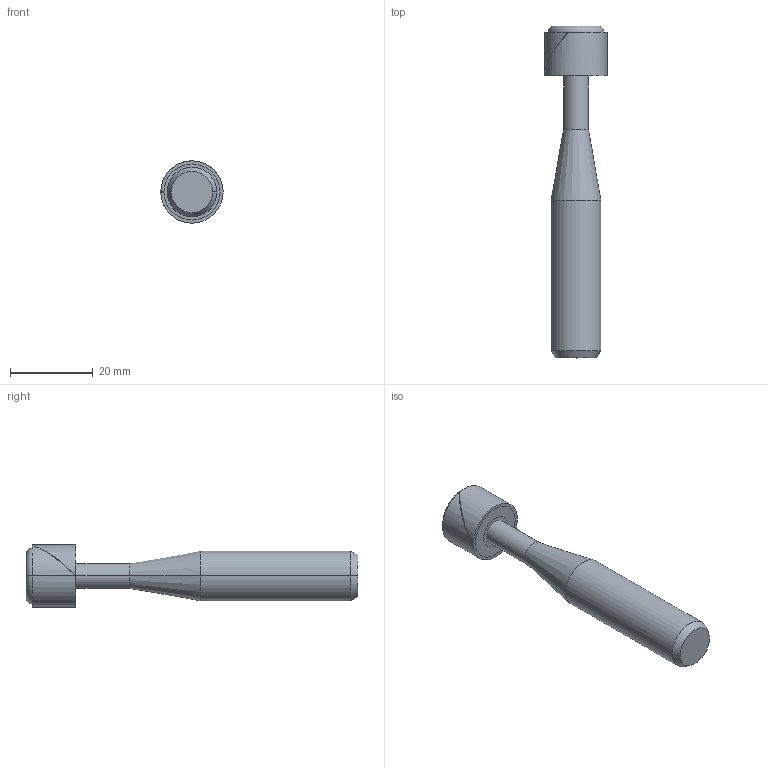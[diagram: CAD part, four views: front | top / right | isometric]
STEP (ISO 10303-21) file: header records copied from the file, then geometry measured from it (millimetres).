
FILE_DESCRIPTION (( 'STEP AP203' ), '1' );
FILE_NAME ('E15.STEP', '2024-04-15T12:02:36', ( '' ), ( '' ), 'SwSTEP 2.0', 'SolidWorks 2023', '' );
FILE_SCHEMA (( 'CONFIG_CONTROL_DESIGN' ));
Length unit declared in the file: millimetre
Products named in the file (1): E15
Bounding box: 15 x 80 x 15 mm (x, y, z)
Volume: 7805.8 mm3; surface area: 3124 mm2
Topology: 1 solids, 1 shells, 23 faces, 49 edges, 30 vertices
Faces by surface type: cylinder 9, plane 6, cone 4, torus 2, bspline 2
Entity records: 2489 total; most frequent: CARTESIAN_POINT 1914, DIRECTION 111, ORIENTED_EDGE 98, AXIS2_PLACEMENT_3D 50, EDGE_CURVE 49, VERTEX_POINT 30, CIRCLE 28, EDGE_LOOP 25
